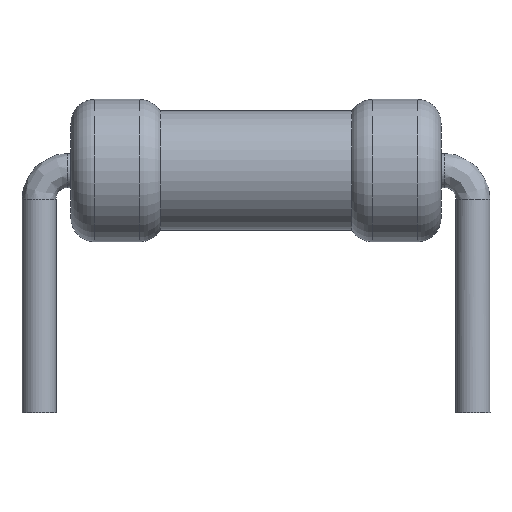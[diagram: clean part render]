
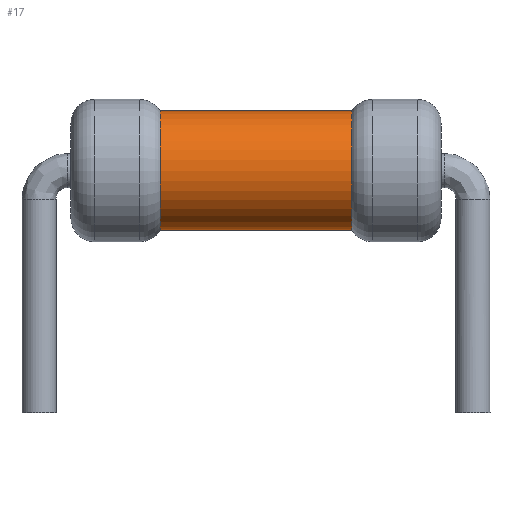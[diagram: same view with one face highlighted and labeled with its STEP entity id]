
A CAD part, front view. The second image highlights one B-rep face of the part: STEP entity #17.
In plain terms, the highlighted cylindrical face has radius 1.05 mm (diameter 2.1 mm), a full revolution.
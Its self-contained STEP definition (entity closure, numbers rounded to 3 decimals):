
#13=DIRECTION('',(0.,0.,1.));
#14=DIRECTION('',(1.,0.,0.));
#17=ADVANCED_FACE('',(#18),#42,.T.);
#18=FACE_BOUND('',#19,.T.);
#19=EDGE_LOOP('',(#20,#29,#36,#41));
#20=ORIENTED_EDGE('',*,*,#21,.T.);
#21=EDGE_CURVE('',#22,#22,#24,.T.);
#22=VERTEX_POINT('',#23);
#23=CARTESIAN_POINT('',(1.686,1.05,1.25));
#24=CIRCLE('',#25,1.05);
#25=AXIS2_PLACEMENT_3D('',#26,#27,#28);
#26=CARTESIAN_POINT('',(1.686,0.,1.25));
#27=DIRECTION('',(-1.,0.,0.));
#28=DIRECTION('',(0.,0.,-1.));
#29=ORIENTED_EDGE('',*,*,#30,.F.);
#30=EDGE_CURVE('',#31,#22,#33,.T.);
#31=VERTEX_POINT('',#32);
#32=CARTESIAN_POINT('',(-1.686,1.05,1.25));
#33=LINE('',#34,#35);
#34=CARTESIAN_POINT('',(-2.438,1.05,1.25));
#35=VECTOR('',#14,1.);
#36=ORIENTED_EDGE('',*,*,#37,.T.);
#37=EDGE_CURVE('',#31,#31,#38,.T.);
#38=CIRCLE('',#39,1.05);
#39=AXIS2_PLACEMENT_3D('',#40,#14,#13);
#40=CARTESIAN_POINT('',(-1.686,0.,1.25));
#41=ORIENTED_EDGE('',*,*,#30,.T.);
#42=CYLINDRICAL_SURFACE('',#43,1.05);
#43=AXIS2_PLACEMENT_3D('',#44,#14,#45);
#44=CARTESIAN_POINT('',(-2.438,0.,1.25));
#45=DIRECTION('',(0.,1.,0.));
